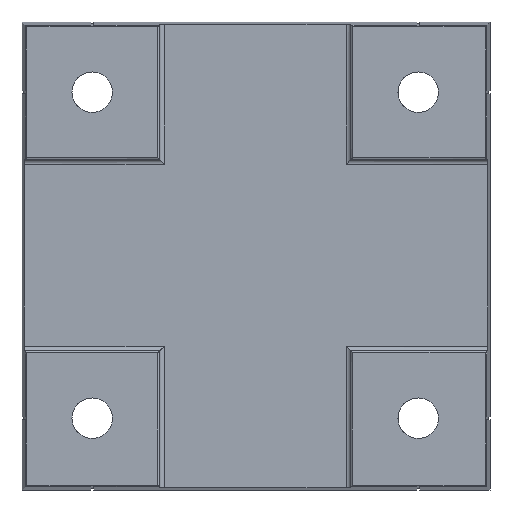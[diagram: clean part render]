
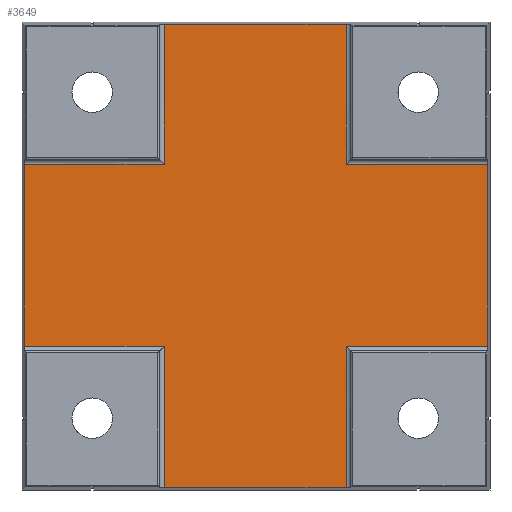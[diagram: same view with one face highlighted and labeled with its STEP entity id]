
A CAD part, front view. The second image highlights one B-rep face of the part: STEP entity #3649.
In plain terms, the highlighted planar face has unit normal (0, -1, 0).
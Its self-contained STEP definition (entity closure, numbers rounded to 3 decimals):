
#747=ORIENTED_EDGE('',*,*,#1713,.T.);
#748=ORIENTED_EDGE('',*,*,#1759,.T.);
#749=ORIENTED_EDGE('',*,*,#1491,.F.);
#750=ORIENTED_EDGE('',*,*,#1760,.F.);
#751=ORIENTED_EDGE('',*,*,#1756,.T.);
#752=ORIENTED_EDGE('',*,*,#1533,.T.);
#753=ORIENTED_EDGE('',*,*,#1716,.F.);
#754=ORIENTED_EDGE('',*,*,#1761,.F.);
#755=ORIENTED_EDGE('',*,*,#1510,.F.);
#756=ORIENTED_EDGE('',*,*,#1762,.T.);
#757=ORIENTED_EDGE('',*,*,#1717,.F.);
#758=ORIENTED_EDGE('',*,*,#1548,.T.);
#1491=EDGE_CURVE('',#2026,#2027,#2365,.T.);
#1510=EDGE_CURVE('',#2042,#2043,#2376,.T.);
#1533=EDGE_CURVE('',#2063,#2062,#2395,.T.);
#1548=EDGE_CURVE('',#2076,#2075,#2404,.T.);
#1713=EDGE_CURVE('',#2075,#2211,#2515,.T.);
#1716=EDGE_CURVE('',#2213,#2062,#2517,.T.);
#1717=EDGE_CURVE('',#2076,#2214,#2518,.T.);
#1756=EDGE_CURVE('',#2239,#2063,#2547,.T.);
#1759=EDGE_CURVE('',#2211,#2027,#2548,.T.);
#1760=EDGE_CURVE('',#2239,#2026,#2549,.T.);
#1761=EDGE_CURVE('',#2043,#2213,#2550,.T.);
#1762=EDGE_CURVE('',#2042,#2214,#2551,.T.);
#2026=VERTEX_POINT('',#5522);
#2027=VERTEX_POINT('',#5524);
#2042=VERTEX_POINT('',#5560);
#2043=VERTEX_POINT('',#5562);
#2062=VERTEX_POINT('',#5606);
#2063=VERTEX_POINT('',#5608);
#2075=VERTEX_POINT('',#5636);
#2076=VERTEX_POINT('',#5638);
#2211=VERTEX_POINT('',#5961);
#2213=VERTEX_POINT('',#5967);
#2214=VERTEX_POINT('',#5971);
#2239=VERTEX_POINT('',#6045);
#2365=LINE('',#5523,#2729);
#2376=LINE('',#5561,#2740);
#2395=LINE('',#5607,#2759);
#2404=LINE('',#5637,#2768);
#2515=LINE('',#5962,#2879);
#2517=LINE('',#5968,#2881);
#2518=LINE('',#5970,#2882);
#2547=LINE('',#6044,#2911);
#2548=LINE('',#6050,#2912);
#2549=LINE('',#6051,#2913);
#2550=LINE('',#6052,#2914);
#2551=LINE('',#6053,#2915);
#2729=VECTOR('',#4338,1000.);
#2740=VECTOR('',#4371,1000.);
#2759=VECTOR('',#4404,1000.);
#2768=VECTOR('',#4429,1000.);
#2879=VECTOR('',#4696,1000.);
#2881=VECTOR('',#4702,1000.);
#2882=VECTOR('',#4705,1000.);
#2911=VECTOR('',#4774,1000.);
#2912=VECTOR('',#4781,1000.);
#2913=VECTOR('',#4782,1000.);
#2914=VECTOR('',#4783,1000.);
#2915=VECTOR('',#4784,1000.);
#3103=EDGE_LOOP('',(#747,#748,#749,#750,#751,#752,#753,#754,#755,#756,#757,
#758));
#3337=FACE_BOUND('',#3103,.T.);
#3533=PLANE('',#3975);
#3649=ADVANCED_FACE('',(#3337),#3533,.F.);
#3975=AXIS2_PLACEMENT_3D('',#6049,#4779,#4780);
#4338=DIRECTION('',(0.,0.,1.));
#4371=DIRECTION('',(0.,0.,-1.));
#4404=DIRECTION('',(1.,0.,0.));
#4429=DIRECTION('',(-1.,0.,0.));
#4696=DIRECTION('',(0.,0.,-1.));
#4702=DIRECTION('',(0.,0.,-1.));
#4705=DIRECTION('',(0.,0.,-1.));
#4774=DIRECTION('',(0.,0.,-1.));
#4779=DIRECTION('',(0.,1.,0.));
#4780=DIRECTION('',(0.,0.,1.));
#4781=DIRECTION('',(-1.,0.,0.));
#4782=DIRECTION('',(-1.,0.,0.));
#4783=DIRECTION('',(-1.,0.,0.));
#4784=DIRECTION('',(-1.,0.,0.));
#5522=CARTESIAN_POINT('',(-96.477,2.,-6.665));
#5523=CARTESIAN_POINT('',(-96.477,2.,97.25));
#5524=CARTESIAN_POINT('',(-96.477,2.,51.665));
#5560=CARTESIAN_POINT('',(51.977,2.,51.665));
#5561=CARTESIAN_POINT('',(51.977,2.,97.25));
#5562=CARTESIAN_POINT('',(51.977,2.,-6.665));
#5606=CARTESIAN_POINT('',(6.665,2.,-51.977));
#5607=CARTESIAN_POINT('',(-51.665,2.,-51.977));
#5608=CARTESIAN_POINT('',(-51.665,2.,-51.977));
#5636=CARTESIAN_POINT('',(-51.665,2.,96.477));
#5637=CARTESIAN_POINT('',(-51.665,2.,96.477));
#5638=CARTESIAN_POINT('',(6.665,2.,96.477));
#5961=CARTESIAN_POINT('',(-51.665,2.,51.665));
#5962=CARTESIAN_POINT('',(-51.665,2.,97.25));
#5967=CARTESIAN_POINT('',(6.665,2.,-6.665));
#5968=CARTESIAN_POINT('',(6.665,2.,97.25));
#5970=CARTESIAN_POINT('',(6.665,2.,97.25));
#5971=CARTESIAN_POINT('',(6.665,2.,51.665));
#6044=CARTESIAN_POINT('',(-51.665,2.,97.25));
#6045=CARTESIAN_POINT('',(-51.665,2.,-6.665));
#6049=CARTESIAN_POINT('',(-51.665,2.,97.25));
#6050=CARTESIAN_POINT('',(52.75,2.,51.665));
#6051=CARTESIAN_POINT('',(52.75,2.,-6.665));
#6052=CARTESIAN_POINT('',(52.75,2.,-6.665));
#6053=CARTESIAN_POINT('',(52.75,2.,51.665));
